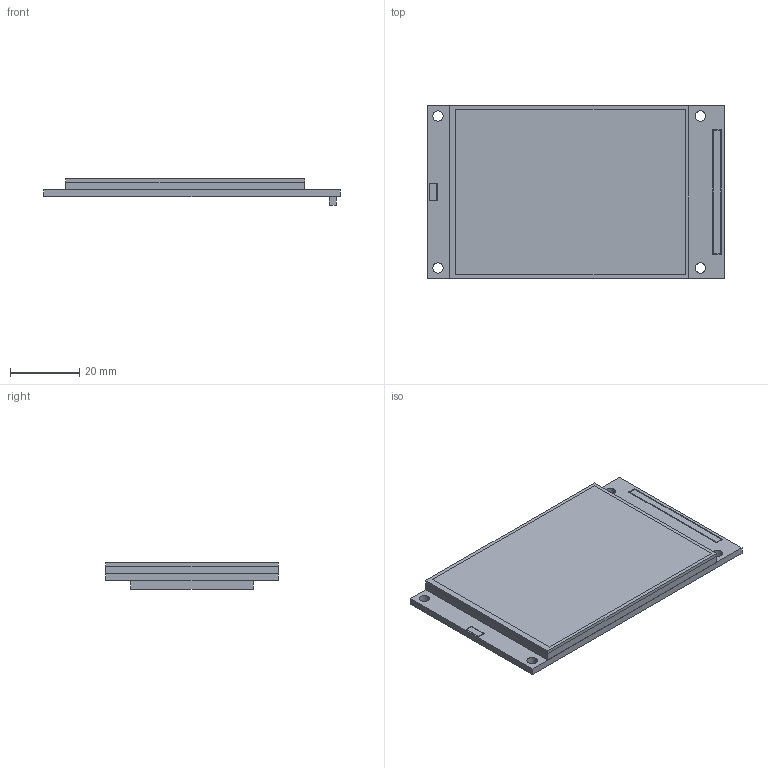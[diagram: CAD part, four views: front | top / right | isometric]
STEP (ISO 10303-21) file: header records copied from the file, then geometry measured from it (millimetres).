
FILE_DESCRIPTION(/* description */ (''),/* implementation_level */ '2;1');
FILE_NAME(/* name */ 'ecran v6.step',/* time_stamp */ '2024-06-13T20:48:58+02:00',/* author */ (''),/* organization */ (''),/* preprocessor_version */ 'ST-DEVELOPER v20',/* originating_system */ 'Autodesk Translation Framework v13.14.0.145',/* authorisation */ '');
FILE_SCHEMA (('AUTOMOTIVE_DESIGN { 1 0 10303 214 3 1 1 }'));
Length unit declared in the file: millimetre
Products named in the file (1): ecran
Bounding box: 86 x 50 x 7.7 mm (x, y, z)
Volume: 19793.3 mm3; surface area: 24622.7 mm2
Topology: 7 solids, 7 shells, 78 faces, 180 edges, 120 vertices
Faces by surface type: plane 74, cylinder 4
Full cylindrical faces by diameter (mm): 3 x4
Entity records: 2262 total; most frequent: CARTESIAN_POINT 379, ORIENTED_EDGE 360, DIRECTION 346, EDGE_CURVE 180, LINE 172, VECTOR 172, VERTEX_POINT 120, EDGE_LOOP 96
